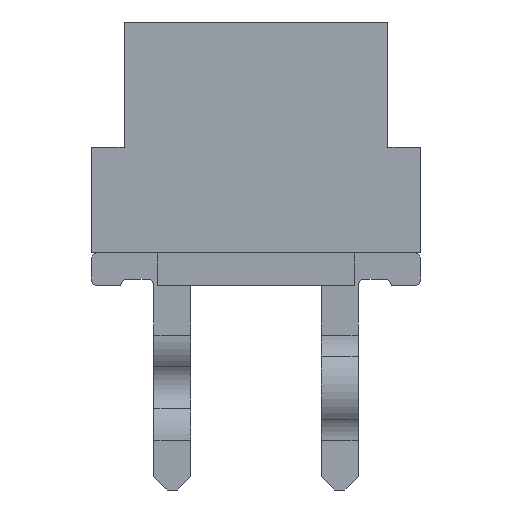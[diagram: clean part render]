
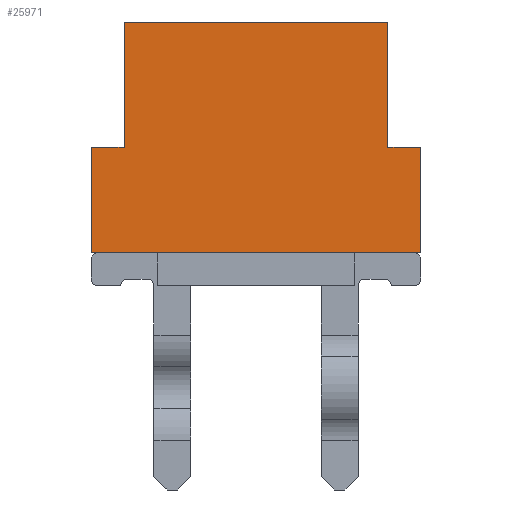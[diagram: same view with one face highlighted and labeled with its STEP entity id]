
A CAD part, front view. The second image highlights one B-rep face of the part: STEP entity #25971.
In plain terms, the highlighted face is planar.
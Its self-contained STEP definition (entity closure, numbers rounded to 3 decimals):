
#3940=ORIENTED_EDGE('',*,*,#9827,.T.);
#3941=ORIENTED_EDGE('',*,*,#10523,.F.);
#3942=ORIENTED_EDGE('',*,*,#10978,.F.);
#3943=ORIENTED_EDGE('',*,*,#10572,.F.);
#3944=ORIENTED_EDGE('',*,*,#10568,.F.);
#3945=ORIENTED_EDGE('',*,*,#10570,.T.);
#3946=ORIENTED_EDGE('',*,*,#10977,.F.);
#3947=ORIENTED_EDGE('',*,*,#10489,.T.);
#9827=EDGE_CURVE('',#13595,#13594,#15975,.T.);
#10489=EDGE_CURVE('',#14079,#13595,#16635,.T.);
#10523=EDGE_CURVE('',#14104,#13594,#16665,.T.);
#10568=EDGE_CURVE('',#14135,#14129,#16702,.T.);
#10570=EDGE_CURVE('',#14135,#14136,#16704,.T.);
#10572=EDGE_CURVE('',#14129,#14137,#16706,.T.);
#10977=EDGE_CURVE('',#14079,#14136,#17109,.T.);
#10978=EDGE_CURVE('',#14137,#14104,#17110,.T.);
#13594=VERTEX_POINT('',#38239);
#13595=VERTEX_POINT('',#38241);
#14079=VERTEX_POINT('',#39552);
#14104=VERTEX_POINT('',#39614);
#14129=VERTEX_POINT('',#39684);
#14135=VERTEX_POINT('',#39698);
#14136=VERTEX_POINT('',#39702);
#14137=VERTEX_POINT('',#39707);
#15975=LINE('',#38240,#19142);
#16635=LINE('',#39551,#19802);
#16665=LINE('',#39615,#19832);
#16702=LINE('',#39699,#19869);
#16704=LINE('',#39703,#19871);
#16706=LINE('',#39706,#19873);
#17109=LINE('',#40439,#20276);
#17110=LINE('',#40443,#20277);
#19142=VECTOR('',#30431,1000.);
#19802=VECTOR('',#31425,1000.);
#19832=VECTOR('',#31471,1000.);
#19869=VECTOR('',#31540,1000.);
#19871=VECTOR('',#31544,1000.);
#19873=VECTOR('',#31548,1000.);
#20276=VECTOR('',#32253,1000.);
#20277=VECTOR('',#32260,1000.);
#22134=EDGE_LOOP('',(#3940,#3941,#3942,#3943,#3944,#3945,#3946,#3947));
#23539=FACE_BOUND('',#22134,.T.);
#24935=PLANE('',#27555);
#25971=ADVANCED_FACE('',(#23539),#24935,.F.);
#27555=AXIS2_PLACEMENT_3D('',#40442,#32258,#32259);
#30431=DIRECTION('',(0.,1.,0.));
#31425=DIRECTION('',(0.,0.,-1.));
#31471=DIRECTION('',(0.,0.,-1.));
#31540=DIRECTION('',(0.,1.,0.));
#31544=DIRECTION('',(0.,0.,-1.));
#31548=DIRECTION('',(0.,0.,-1.));
#32253=DIRECTION('',(0.,1.,0.));
#32258=DIRECTION('',(-1.,0.,0.));
#32259=DIRECTION('',(0.,0.,1.));
#32260=DIRECTION('',(0.,1.,0.));
#38239=CARTESIAN_POINT('',(12.46,2.5,0.));
#38240=CARTESIAN_POINT('',(12.46,-2.5,0.));
#38241=CARTESIAN_POINT('',(12.46,-2.5,0.));
#39551=CARTESIAN_POINT('',(12.46,-2.5,1.6));
#39552=CARTESIAN_POINT('',(12.46,-2.5,1.6));
#39614=CARTESIAN_POINT('',(12.46,2.5,1.6));
#39615=CARTESIAN_POINT('',(12.46,2.5,1.6));
#39684=CARTESIAN_POINT('',(12.46,2.,3.5));
#39698=CARTESIAN_POINT('',(12.46,-2.,3.5));
#39699=CARTESIAN_POINT('',(12.46,-2.,3.5));
#39702=CARTESIAN_POINT('',(12.46,-2.,1.6));
#39703=CARTESIAN_POINT('',(12.46,-2.,3.5));
#39706=CARTESIAN_POINT('',(12.46,2.,3.5));
#39707=CARTESIAN_POINT('',(12.46,2.,1.6));
#40439=CARTESIAN_POINT('',(12.46,-2.5,1.6));
#40442=CARTESIAN_POINT('',(12.46,-2.5,1.6));
#40443=CARTESIAN_POINT('',(12.46,-2.5,1.6));
